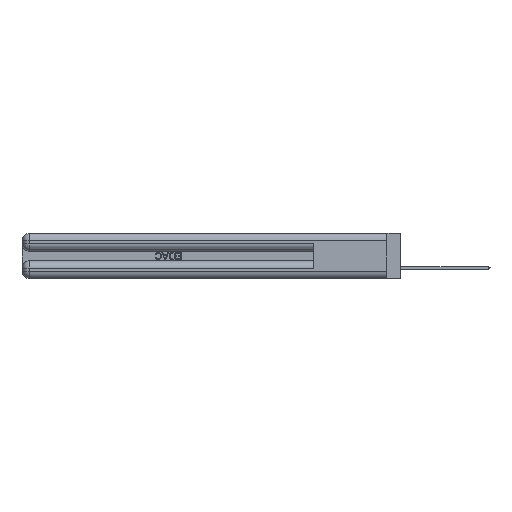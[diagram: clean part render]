
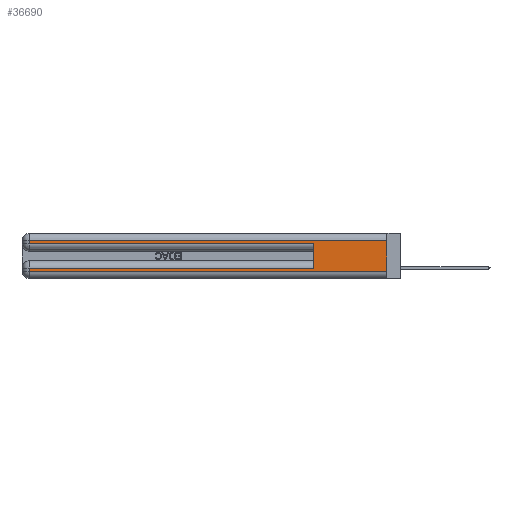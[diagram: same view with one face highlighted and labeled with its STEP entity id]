
A CAD part, left-side view. The second image highlights one B-rep face of the part: STEP entity #36690.
In plain terms, the highlighted planar face has unit normal (-1, 0, 0).
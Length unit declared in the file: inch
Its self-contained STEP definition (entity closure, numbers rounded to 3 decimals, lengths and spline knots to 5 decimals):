
#753 = LINE ( 'NONE', #42821, #16103 ) ;
#1312 = CARTESIAN_POINT ( 'NONE',  ( 0., 2.94, 0.06 ) ) ;
#1765 = LINE ( 'NONE', #20483, #29477 ) ;
#2062 = EDGE_CURVE ( 'NONE', #8952, #32232, #1765, .T. ) ;
#2172 = LINE ( 'NONE', #31752, #32301 ) ;
#2228 = VERTEX_POINT ( 'NONE', #1312 ) ;
#3063 = VERTEX_POINT ( 'NONE', #5481 ) ;
#3514 = ORIENTED_EDGE ( 'NONE', *, *, #2062, .F. ) ;
#4888 = VECTOR ( 'NONE', #43779, 39.37008 ) ;
#4955 = CARTESIAN_POINT ( 'NONE',  ( 0., 2.94, 0.285 ) ) ;
#5313 = VECTOR ( 'NONE', #23537, 39.37008 ) ;
#5446 = EDGE_CURVE ( 'NONE', #46928, #2228, #20283, .T. ) ;
#5481 = CARTESIAN_POINT ( 'NONE',  ( 0., 0.6, 0.285 ) ) ;
#5881 = CARTESIAN_POINT ( 'NONE',  ( 0., 0.6, 0.145 ) ) ;
#8143 = LINE ( 'NONE', #5881, #24751 ) ;
#8359 = CARTESIAN_POINT ( 'NONE',  ( 0., 0., 0.06 ) ) ;
#8952 = VERTEX_POINT ( 'NONE', #11441 ) ;
#9638 = LINE ( 'NONE', #8359, #5313 ) ;
#9787 = DIRECTION ( 'NONE',  ( 0., 0., -1. ) ) ;
#10402 = LINE ( 'NONE', #26077, #33182 ) ;
#11441 = CARTESIAN_POINT ( 'NONE',  ( 0., 0., 0.31 ) ) ;
#16064 = EDGE_CURVE ( 'NONE', #8952, #36851, #10402, .T. ) ;
#16103 = VECTOR ( 'NONE', #34419, 39.37008 ) ;
#16564 = VECTOR ( 'NONE', #21730, 39.37008 ) ;
#17172 = CARTESIAN_POINT ( 'NONE',  ( 0., 0., 0.06 ) ) ;
#17934 = CARTESIAN_POINT ( 'NONE',  ( 0., 2.94, 0.37 ) ) ;
#20283 = LINE ( 'NONE', #17934, #16564 ) ;
#20443 = ORIENTED_EDGE ( 'NONE', *, *, #5446, .T. ) ;
#20483 = CARTESIAN_POINT ( 'NONE',  ( 0., 0., 0.37 ) ) ;
#21730 = DIRECTION ( 'NONE',  ( 0., 0., -1. ) ) ;
#21881 = LINE ( 'NONE', #32129, #4888 ) ;
#23537 = DIRECTION ( 'NONE',  ( 0., -1., 0. ) ) ;
#23691 = ORIENTED_EDGE ( 'NONE', *, *, #16064, .T. ) ;
#24751 = VECTOR ( 'NONE', #29294, 39.37008 ) ;
#25184 = ORIENTED_EDGE ( 'NONE', *, *, #29081, .T. ) ;
#25459 = CARTESIAN_POINT ( 'NONE',  ( 0., 0., 0.37 ) ) ;
#26077 = CARTESIAN_POINT ( 'NONE',  ( 0., 0., 0.31 ) ) ;
#26445 = CARTESIAN_POINT ( 'NONE',  ( 0., 2.94, 0.085 ) ) ;
#26547 = VERTEX_POINT ( 'NONE', #4955 ) ;
#27394 = ORIENTED_EDGE ( 'NONE', *, *, #35642, .T. ) ;
#29081 = EDGE_CURVE ( 'NONE', #26547, #3063, #21881, .T. ) ;
#29294 = DIRECTION ( 'NONE',  ( 0., 0., 1. ) ) ;
#29477 = VECTOR ( 'NONE', #41484, 39.37008 ) ;
#29775 = DIRECTION ( 'NONE',  ( 1., 0., 0. ) ) ;
#31752 = CARTESIAN_POINT ( 'NONE',  ( 0., 2.94, 0.37 ) ) ;
#32129 = CARTESIAN_POINT ( 'NONE',  ( 0., 0., 0.285 ) ) ;
#32232 = VERTEX_POINT ( 'NONE', #17172 ) ;
#32301 = VECTOR ( 'NONE', #47179, 39.37008 ) ;
#33182 = VECTOR ( 'NONE', #49778, 39.37008 ) ;
#33711 = AXIS2_PLACEMENT_3D ( 'NONE', #25459, #29775, #9787 ) ;
#34419 = DIRECTION ( 'NONE',  ( 0., 1., 0. ) ) ;
#35491 = VERTEX_POINT ( 'NONE', #41970 ) ;
#35513 = ORIENTED_EDGE ( 'NONE', *, *, #50923, .F. ) ;
#35642 = EDGE_CURVE ( 'NONE', #35491, #46928, #753, .T. ) ;
#36080 = ORIENTED_EDGE ( 'NONE', *, *, #43570, .T. ) ;
#36690 = ADVANCED_FACE ( 'NONE', ( #49892 ), #36927, .F. ) ;
#36851 = VERTEX_POINT ( 'NONE', #46579 ) ;
#36927 = PLANE ( 'NONE',  #33711 ) ;
#39421 = EDGE_CURVE ( 'NONE', #36851, #26547, #2172, .T. ) ;
#41484 = DIRECTION ( 'NONE',  ( 0., 0., -1. ) ) ;
#41970 = CARTESIAN_POINT ( 'NONE',  ( 0., 0.6, 0.085 ) ) ;
#42821 = CARTESIAN_POINT ( 'NONE',  ( 0., 0., 0.085 ) ) ;
#43570 = EDGE_CURVE ( 'NONE', #2228, #32232, #9638, .T. ) ;
#43779 = DIRECTION ( 'NONE',  ( 0., -1., 0. ) ) ;
#44451 = EDGE_LOOP ( 'NONE', ( #3514, #23691, #44695, #25184, #35513, #27394, #20443, #36080 ) ) ;
#44695 = ORIENTED_EDGE ( 'NONE', *, *, #39421, .T. ) ;
#46579 = CARTESIAN_POINT ( 'NONE',  ( 0., 2.94, 0.31 ) ) ;
#46928 = VERTEX_POINT ( 'NONE', #26445 ) ;
#47179 = DIRECTION ( 'NONE',  ( 0., 0., -1. ) ) ;
#49778 = DIRECTION ( 'NONE',  ( 0., 1., 0. ) ) ;
#49892 = FACE_OUTER_BOUND ( 'NONE', #44451, .T. ) ;
#50923 = EDGE_CURVE ( 'NONE', #35491, #3063, #8143, .T. ) ;
